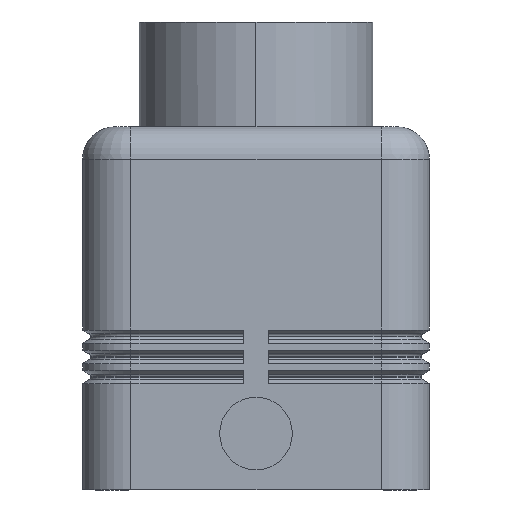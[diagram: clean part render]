
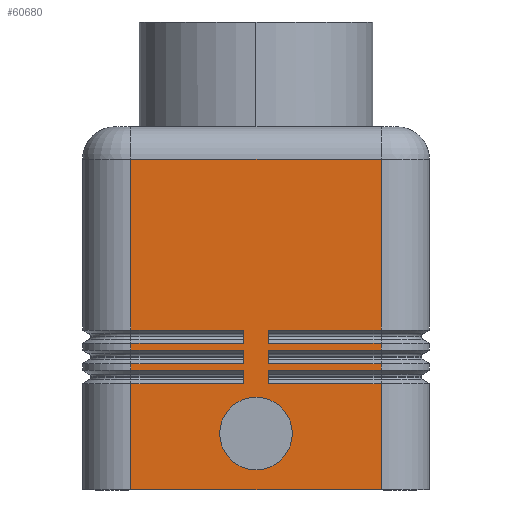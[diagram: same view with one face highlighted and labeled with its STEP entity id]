
A CAD part, left-side view. The second image highlights one B-rep face of the part: STEP entity #60680.
In plain terms, the highlighted planar face has unit normal (-1, 0, 0).
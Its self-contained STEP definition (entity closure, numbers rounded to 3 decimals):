
#480=CARTESIAN_POINT('',(-36.5,15.5,0.));
#490=DIRECTION('',(0.,0.,1.));
#500=VECTOR('',#490,13.173);
#510=LINE('',#480,#500);
#520=CARTESIAN_POINT('',(-36.5,15.5,0.));
#530=VERTEX_POINT('',#520);
#540=CARTESIAN_POINT('',(-36.5,15.5,13.173));
#550=VERTEX_POINT('',#540);
#560=EDGE_CURVE('',#530,#550,#510,.T.);
#1320=CARTESIAN_POINT('',(-36.5,15.5,41.));
#1330=DIRECTION('',(0.,-1.,0.));
#1340=VECTOR('',#1330,31.);
#1350=LINE('',#1320,#1340);
#1360=CARTESIAN_POINT('',(-36.5,15.5,41.));
#1370=VERTEX_POINT('',#1360);
#1380=CARTESIAN_POINT('',(-36.5,-15.5,41.));
#1390=VERTEX_POINT('',#1380);
#1400=EDGE_CURVE('',#1370,#1390,#1350,.T.);
#6000=CARTESIAN_POINT('',(-36.5,0.,11.5));
#6010=VERTEX_POINT('',#6000);
#6040=CARTESIAN_POINT('',(-36.5,0.,7.))
;
#6050=DIRECTION('',(1.,0.,0.));
#6060=DIRECTION('',(0.,0.,-1.));
#6070=AXIS2_PLACEMENT_3D('',#6040,#6050,#6060);
#6080=CIRCLE('',#6070,4.5);
#6090=CARTESIAN_POINT('',(-36.5,0.,2.5))
;
#6100=VERTEX_POINT('',#6090);
#6110=EDGE_CURVE('',#6010,#6100,#6080,.T.);
#11750=CARTESIAN_POINT('',(-36.5,15.5,14.827));
#11760=VERTEX_POINT('',#11750);
#11810=CARTESIAN_POINT('',(-36.5,15.5,14.827));
#11820=DIRECTION('',(0.,-1.,0.));
#11830=VECTOR('',#11820,14.);
#11840=LINE('',#11810,#11830);
#11850=CARTESIAN_POINT('',(-36.5,1.5,14.827));
#11860=VERTEX_POINT('',#11850);
#11870=EDGE_CURVE('',#11760,#11860,#11840,.T.);
#16390=CARTESIAN_POINT('',(-36.5,15.5,14.827));
#16400=DIRECTION('',(0.,0.,1.));
#16410=VECTOR('',#16400,0.845);
#16420=LINE('',#16390,#16410);
#16430=CARTESIAN_POINT('',(-36.5,15.5,15.673));
#16440=VERTEX_POINT('',#16430);
#16450=EDGE_CURVE('',#11760,#16440,#16420,.T.);
#19240=CARTESIAN_POINT('',(-36.5,-15.5,13.173));
#19250=DIRECTION('',(0.,0.,-1.));
#19260=VECTOR('',#19250,13.173);
#19270=LINE('',#19240,#19260);
#19280=CARTESIAN_POINT('',(-36.5,-15.5,13.173));
#19290=VERTEX_POINT('',#19280);
#19300=CARTESIAN_POINT('',(-36.5,-15.5,0.));
#19310=VERTEX_POINT('',#19300);
#19320=EDGE_CURVE('',#19290,#19310,#19270,.T.);
#22600=CARTESIAN_POINT('',(-36.5,15.5,17.327));
#22610=DIRECTION('',(0.,0.,1.));
#22620=VECTOR('',#22610,0.845);
#22630=LINE('',#22600,#22620);
#22640=CARTESIAN_POINT('',(-36.5,15.5,17.327));
#22650=VERTEX_POINT('',#22640);
#22660=CARTESIAN_POINT('',(-36.5,15.5,18.173));
#22670=VERTEX_POINT('',#22660);
#22680=EDGE_CURVE('',#22650,#22670,#22630,.T.);
#23440=CARTESIAN_POINT('',(-36.5,15.5,19.827));
#23450=DIRECTION('',(0.,0.,1.));
#23460=VECTOR('',#23450,21.173);
#23470=LINE('',#23440,#23460);
#23480=CARTESIAN_POINT('',(-36.5,15.5,19.827));
#23490=VERTEX_POINT('',#23480);
#23500=EDGE_CURVE('',#23490,#1370,#23470,.T.);
#29240=CARTESIAN_POINT('',(-36.5,-15.5,15.673));
#29250=DIRECTION('',(0.,0.,-1.));
#29260=VECTOR('',#29250,0.845);
#29270=LINE('',#29240,#29260);
#29280=CARTESIAN_POINT('',(-36.5,-15.5,15.673));
#29290=VERTEX_POINT('',#29280);
#29300=CARTESIAN_POINT('',(-36.5,-15.5,14.827));
#29310=VERTEX_POINT('',#29300);
#29320=EDGE_CURVE('',#29290,#29310,#29270,.T.);
#32600=CARTESIAN_POINT('',(-36.5,-15.5,18.173));
#32610=DIRECTION('',(0.,0.,-1.));
#32620=VECTOR('',#32610,0.845);
#32630=LINE('',#32600,#32620);
#32640=CARTESIAN_POINT('',(-36.5,-15.5,18.173));
#32650=VERTEX_POINT('',#32640);
#32660=CARTESIAN_POINT('',(-36.5,-15.5,17.327));
#32670=VERTEX_POINT('',#32660);
#32680=EDGE_CURVE('',#32650,#32670,#32630,.T.);
#33020=CARTESIAN_POINT('',(-36.5,-15.5,41.));
#33030=DIRECTION('',(0.,0.,-1.));
#33040=VECTOR('',#33030,21.173);
#33050=LINE('',#33020,#33040);
#33060=CARTESIAN_POINT('',(-36.5,-15.5,19.827));
#33070=VERTEX_POINT('',#33060);
#33080=EDGE_CURVE('',#1390,#33070,#33050,.T.);
#53880=CARTESIAN_POINT('',(-36.5,-1.5,18.173));
#53890=VERTEX_POINT('',#53880);
#53920=CARTESIAN_POINT('',(-36.5,-1.5,18.173));
#53930=DIRECTION('',(0.,0.,1.));
#53940=VECTOR('',#53930,1.655);
#53950=LINE('',#53920,#53940);
#53960=CARTESIAN_POINT('',(-36.5,-1.5,19.827));
#53970=VERTEX_POINT('',#53960);
#53980=EDGE_CURVE('',#53890,#53970,#53950,.T.);
#57250=CARTESIAN_POINT('',(-36.5,-15.5,18.173));
#57260=DIRECTION('',(0.,1.,0.));
#57270=VECTOR('',#57260,14.);
#57280=LINE('',#57250,#57270);
#57290=EDGE_CURVE('',#32650,#53890,#57280,.T.);
#57420=CARTESIAN_POINT('',(-36.5,-1.5,19.827));
#57430=DIRECTION('',(0.,-1.,0.));
#57440=VECTOR('',#57430,14.);
#57450=LINE('',#57420,#57440);
#57460=EDGE_CURVE('',#53970,#33070,#57450,.T.);
#59350=CARTESIAN_POINT('',(-36.5,0.,45.));
#59360=DIRECTION('',(-1.,0.,0.));
#59370=DIRECTION('',(0.,0.,1.));
#59380=AXIS2_PLACEMENT_3D('',#59350,#59360,#59370);
#59390=PLANE('',#59380);
#59400=ORIENTED_EDGE('',*,*,#32680,.F.);
#59410=CARTESIAN_POINT('',(-36.5,-1.5,17.327));
#59420=DIRECTION('',(0.,-1.,0.));
#59430=VECTOR('',#59420,14.);
#59440=LINE('',#59410,#59430);
#59450=CARTESIAN_POINT('',(-36.5,-1.5,17.327));
#59460=VERTEX_POINT('',#59450);
#59470=EDGE_CURVE('',#59460,#32670,#59440,.T.);
#59480=ORIENTED_EDGE('',*,*,#59470,.T.);
#59490=CARTESIAN_POINT('',(-36.5,-1.5,15.673));
#59500=DIRECTION('',(0.,0.,1.));
#59510=VECTOR('',#59500,1.655);
#59520=LINE('',#59490,#59510);
#59530=CARTESIAN_POINT('',(-36.5,-1.5,15.673));
#59540=VERTEX_POINT('',#59530);
#59550=EDGE_CURVE('',#59540,#59460,#59520,.T.);
#59560=ORIENTED_EDGE('',*,*,#59550,.T.);
#59570=CARTESIAN_POINT('',(-36.5,-15.5,15.673));
#59580=DIRECTION('',(0.,1.,0.));
#59590=VECTOR('',#59580,14.);
#59600=LINE('',#59570,#59590);
#59610=EDGE_CURVE('',#29290,#59540,#59600,.T.);
#59620=ORIENTED_EDGE('',*,*,#59610,.T.);
#59630=ORIENTED_EDGE('',*,*,#29320,.F.);
#59640=CARTESIAN_POINT('',(-36.5,-1.5,14.827));
#59650=DIRECTION('',(0.,-1.,0.));
#59660=VECTOR('',#59650,14.);
#59670=LINE('',#59640,#59660);
#59680=CARTESIAN_POINT('',(-36.5,-1.5,14.827));
#59690=VERTEX_POINT('',#59680);
#59700=EDGE_CURVE('',#59690,#29310,#59670,.T.);
#59710=ORIENTED_EDGE('',*,*,#59700,.T.);
#59720=CARTESIAN_POINT('',(-36.5,-1.5,13.173));
#59730=DIRECTION('',(0.,0.,1.));
#59740=VECTOR('',#59730,1.655);
#59750=LINE('',#59720,#59740);
#59760=CARTESIAN_POINT('',(-36.5,-1.5,13.173));
#59770=VERTEX_POINT('',#59760);
#59780=EDGE_CURVE('',#59770,#59690,#59750,.T.);
#59790=ORIENTED_EDGE('',*,*,#59780,.T.);
#59800=CARTESIAN_POINT('',(-36.5,-15.5,13.173));
#59810=DIRECTION('',(0.,1.,0.));
#59820=VECTOR('',#59810,14.);
#59830=LINE('',#59800,#59820);
#59840=EDGE_CURVE('',#19290,#59770,#59830,.T.);
#59850=ORIENTED_EDGE('',*,*,#59840,.T.);
#59860=ORIENTED_EDGE('',*,*,#19320,.F.);
#59870=CARTESIAN_POINT('',(-36.5,-15.5,0.));
#59880=DIRECTION('',(0.,1.,0.));
#59890=VECTOR('',#59880,31.);
#59900=LINE('',#59870,#59890);
#59910=EDGE_CURVE('',#19310,#530,#59900,.T.);
#59920=ORIENTED_EDGE('',*,*,#59910,.F.);
#59930=ORIENTED_EDGE('',*,*,#560,.F.);
#59940=CARTESIAN_POINT('',(-36.5,1.5,13.173));
#59950=DIRECTION('',(0.,1.,0.));
#59960=VECTOR('',#59950,14.);
#59970=LINE('',#59940,#59960);
#59980=CARTESIAN_POINT('',(-36.5,1.5,13.173));
#59990=VERTEX_POINT('',#59980);
#60000=EDGE_CURVE('',#59990,#550,#59970,.T.);
#60010=ORIENTED_EDGE('',*,*,#60000,.T.);
#60020=CARTESIAN_POINT('',(-36.5,1.5,14.827));
#60030=DIRECTION('',(0.,0.,-1.));
#60040=VECTOR('',#60030,1.655);
#60050=LINE('',#60020,#60040);
#60060=EDGE_CURVE('',#11860,#59990,#60050,.T.);
#60070=ORIENTED_EDGE('',*,*,#60060,.T.);
#60080=ORIENTED_EDGE('',*,*,#11870,.T.);
#60090=ORIENTED_EDGE('',*,*,#16450,.F.);
#60100=CARTESIAN_POINT('',(-36.5,1.5,15.673));
#60110=DIRECTION('',(0.,1.,0.));
#60120=VECTOR('',#60110,14.);
#60130=LINE('',#60100,#60120);
#60140=CARTESIAN_POINT('',(-36.5,1.5,15.673));
#60150=VERTEX_POINT('',#60140);
#60160=EDGE_CURVE('',#60150,#16440,#60130,.T.);
#60170=ORIENTED_EDGE('',*,*,#60160,.T.);
#60180=CARTESIAN_POINT('',(-36.5,1.5,17.327));
#60190=DIRECTION('',(0.,0.,-1.));
#60200=VECTOR('',#60190,1.655);
#60210=LINE('',#60180,#60200);
#60220=CARTESIAN_POINT('',(-36.5,1.5,17.327));
#60230=VERTEX_POINT('',#60220);
#60240=EDGE_CURVE('',#60230,#60150,#60210,.T.);
#60250=ORIENTED_EDGE('',*,*,#60240,.T.);
#60260=CARTESIAN_POINT('',(-36.5,15.5,17.327));
#60270=DIRECTION('',(0.,-1.,0.));
#60280=VECTOR('',#60270,14.);
#60290=LINE('',#60260,#60280);
#60300=EDGE_CURVE('',#22650,#60230,#60290,.T.);
#60310=ORIENTED_EDGE('',*,*,#60300,.T.);
#60320=ORIENTED_EDGE('',*,*,#22680,.F.);
#60330=CARTESIAN_POINT('',(-36.5,1.5,18.173));
#60340=DIRECTION('',(0.,1.,0.));
#60350=VECTOR('',#60340,14.);
#60360=LINE('',#60330,#60350);
#60370=CARTESIAN_POINT('',(-36.5,1.5,18.173));
#60380=VERTEX_POINT('',#60370);
#60390=EDGE_CURVE('',#60380,#22670,#60360,.T.);
#60400=ORIENTED_EDGE('',*,*,#60390,.T.);
#60410=CARTESIAN_POINT('',(-36.5,1.5,19.827));
#60420=DIRECTION('',(0.,0.,-1.));
#60430=VECTOR('',#60420,1.655);
#60440=LINE('',#60410,#60430);
#60450=CARTESIAN_POINT('',(-36.5,1.5,19.827));
#60460=VERTEX_POINT('',#60450);
#60470=EDGE_CURVE('',#60460,#60380,#60440,.T.);
#60480=ORIENTED_EDGE('',*,*,#60470,.T.);
#60490=CARTESIAN_POINT('',(-36.5,15.5,19.827));
#60500=DIRECTION('',(0.,-1.,0.));
#60510=VECTOR('',#60500,14.);
#60520=LINE('',#60490,#60510);
#60530=EDGE_CURVE('',#23490,#60460,#60520,.T.);
#60540=ORIENTED_EDGE('',*,*,#60530,.T.);
#60550=ORIENTED_EDGE('',*,*,#23500,.F.);
#60560=ORIENTED_EDGE('',*,*,#1400,.F.);
#60570=ORIENTED_EDGE('',*,*,#33080,.F.);
#60580=ORIENTED_EDGE('',*,*,#57460,.T.);
#60590=ORIENTED_EDGE('',*,*,#53980,.T.);
#60600=ORIENTED_EDGE('',*,*,#57290,.T.);
#60610=EDGE_LOOP('',(#60600,#60590,#60580,#60570,#60560,#60550,#60540,
#60480,#60400,#60320,#60310,#60250,#60170,#60090,#60080,#60070,#60010,
#59930,#59920,#59860,#59850,#59790,#59710,#59630,#59620,#59560,#59480,
#59400));
#60620=FACE_OUTER_BOUND('',#60610,.T.);
#60630=EDGE_CURVE('',#6100,#6010,#6080,.T.);
#60640=ORIENTED_EDGE('',*,*,#60630,.T.);
#60650=ORIENTED_EDGE('',*,*,#6110,.T.);
#60660=EDGE_LOOP('',(#60650,#60640));
#60670=FACE_BOUND('',#60660,.T.);
#60680=ADVANCED_FACE('',(#60620,#60670),#59390,.T.);
